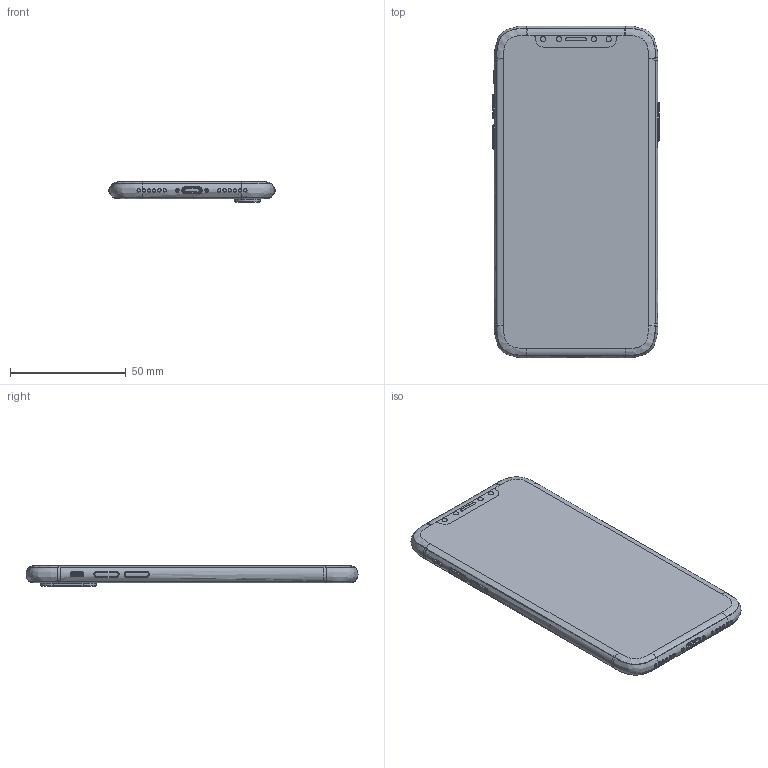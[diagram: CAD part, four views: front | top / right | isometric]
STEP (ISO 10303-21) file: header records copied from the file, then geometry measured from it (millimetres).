
FILE_DESCRIPTION (( 'STEP AP203' ), '1' );
FILE_NAME ('iPhone_X.STEP', '2018-08-02T10:58:15', ( 'Fastdrawing' ), ( '' ), 'SwSTEP 2.0', 'SolidWorks 2016', '' );
FILE_SCHEMA (( 'CONFIG_CONTROL_DESIGN' ));
Products named in the file (1): iPhone_X
Bounding box: 71.77 x 143.4 x 8.84 mm (x, y, z)
Volume: 72792.3 mm3; surface area: 22539.3 mm2
Topology: 11 solids, 11 shells, 696 faces, 1812 edges, 1183 vertices
Faces by surface type: plane 263, cylinder 188, bspline 167, torus 49, cone 19, sphere 10
Entity records: 36727 total; most frequent: CARTESIAN_POINT 21099, ORIENTED_EDGE 3604, DIRECTION 2616, EDGE_CURVE 1802, VERTEX_POINT 1183, AXIS2_PLACEMENT_3D 932, VECTOR 752, LINE 752
